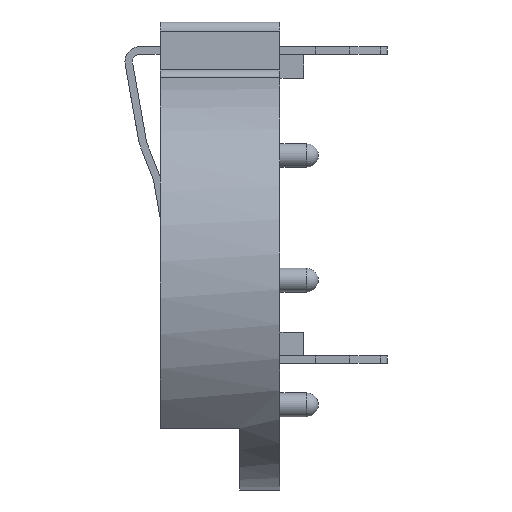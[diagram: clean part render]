
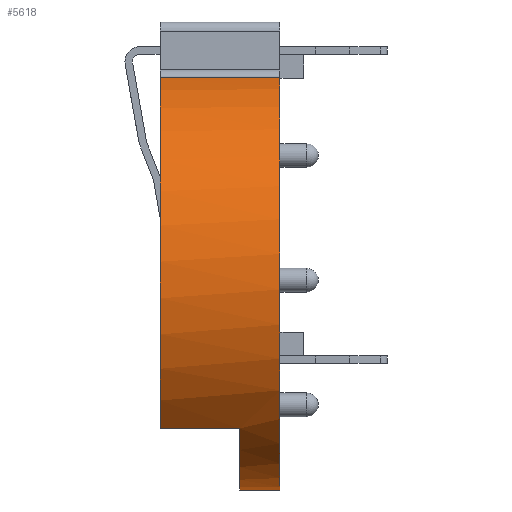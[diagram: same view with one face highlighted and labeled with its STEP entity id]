
A CAD part, left-side view. The second image highlights one B-rep face of the part: STEP entity #5618.
In plain terms, the highlighted cylindrical face has radius 13.881 mm (diameter 27.762 mm), a partial arc.
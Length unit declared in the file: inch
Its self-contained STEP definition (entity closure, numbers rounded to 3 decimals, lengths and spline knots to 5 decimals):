
#707 = CARTESIAN_POINT ( 'NONE',  ( -0.38643, 0.105, -0.38643 ) ) ;
#722 = DIRECTION ( 'NONE',  ( 0., 0., 1. ) ) ;
#723 = AXIS2_PLACEMENT_3D ( 'NONE', #740, #739, #722 ) ;
#738 = CIRCLE ( 'NONE', #723, 0.5465 ) ;
#739 = DIRECTION ( 'NONE',  ( 0., 1., 0. ) ) ;
#740 = CARTESIAN_POINT ( 'NONE',  ( 0., 0.105, 0. ) ) ;
#744 = FACE_OUTER_BOUND ( 'NONE', #5619, .T. ) ;
#745 = CARTESIAN_POINT ( 'NONE',  ( 0., 0.105, -0.5465 ) ) ;
#746 = DIRECTION ( 'NONE',  ( 0., 0., -1. ) ) ;
#747 = DIRECTION ( 'NONE',  ( 0., -1., 0. ) ) ;
#748 = AXIS2_PLACEMENT_3D ( 'NONE', #751, #747, #746 ) ;
#751 = CARTESIAN_POINT ( 'NONE',  ( 0., 0.312, 0. ) ) ;
#752 = CYLINDRICAL_SURFACE ( 'NONE', #748, 0.5465 ) ;
#754 = DIRECTION ( 'NONE',  ( 0., -1., 0. ) ) ;
#755 = VECTOR ( 'NONE', #754, 39.37008 ) ;
#756 = CARTESIAN_POINT ( 'NONE',  ( -0.13988, 0.312, 0.52829 ) ) ;
#757 = LINE ( 'NONE', #756, #755 ) ;
#758 = CARTESIAN_POINT ( 'NONE',  ( 0., 0., -0.5465 ) ) ;
#759 = DIRECTION ( 'NONE',  ( 0., 0., 1. ) ) ;
#760 = DIRECTION ( 'NONE',  ( 0., 1., 0. ) ) ;
#761 = AXIS2_PLACEMENT_3D ( 'NONE', #765, #760, #759 ) ;
#762 = CIRCLE ( 'NONE', #761, 0.5465 ) ;
#763 = CARTESIAN_POINT ( 'NONE',  ( -0.38643, 0.312, -0.38643 ) ) ;
#765 = CARTESIAN_POINT ( 'NONE',  ( 0., 0.312, 0. ) ) ;
#766 = CARTESIAN_POINT ( 'NONE',  ( -0.13988, 0.312, 0.52829 ) ) ;
#767 = DIRECTION ( 'NONE',  ( 0., 0., 1. ) ) ;
#768 = DIRECTION ( 'NONE',  ( 0., 1., 0. ) ) ;
#772 = DIRECTION ( 'NONE',  ( 0., -1., 0. ) ) ;
#773 = VECTOR ( 'NONE', #772, 39.37008 ) ;
#774 = CARTESIAN_POINT ( 'NONE',  ( -0.38643, 0.312, -0.38643 ) ) ;
#775 = LINE ( 'NONE', #774, #773 ) ;
#776 = CARTESIAN_POINT ( 'NONE',  ( -0.13988, 0., 0.52829 ) ) ;
#791 = CARTESIAN_POINT ( 'NONE',  ( 0., 0., 0. ) ) ;
#792 = AXIS2_PLACEMENT_3D ( 'NONE', #791, #768, #767 ) ;
#793 = CIRCLE ( 'NONE', #792, 0.5465 ) ;
#807 = LINE ( 'NONE', #810, #809 ) ;
#808 = DIRECTION ( 'NONE',  ( 0., -1., 0. ) ) ;
#809 = VECTOR ( 'NONE', #808, 39.37008 ) ;
#810 = CARTESIAN_POINT ( 'NONE',  ( 0., 0.312, -0.5465 ) ) ;
#5602 = VERTEX_POINT ( 'NONE', #707 ) ;
#5605 = EDGE_CURVE ( 'NONE', #5616, #5602, #738, .T. ) ;
#5616 = VERTEX_POINT ( 'NONE', #745 ) ;
#5617 = ORIENTED_EDGE ( 'NONE', *, *, #5653, .T. ) ;
#5618 = ADVANCED_FACE ( 'NONE', ( #744 ), #752, .T. ) ;
#5619 = EDGE_LOOP ( 'NONE', ( #5650, #5617, #5638, #5626, #5632, #5640 ) ) ;
#5625 = EDGE_CURVE ( 'NONE', #5630, #5639, #793, .T. ) ;
#5626 = ORIENTED_EDGE ( 'NONE', *, *, #5631, .F. ) ;
#5627 = VERTEX_POINT ( 'NONE', #766 ) ;
#5628 = EDGE_CURVE ( 'NONE', #5629, #5627, #762, .T. ) ;
#5629 = VERTEX_POINT ( 'NONE', #763 ) ;
#5630 = VERTEX_POINT ( 'NONE', #758 ) ;
#5631 = EDGE_CURVE ( 'NONE', #5627, #5639, #757, .T. ) ;
#5632 = ORIENTED_EDGE ( 'NONE', *, *, #5628, .F. ) ;
#5638 = ORIENTED_EDGE ( 'NONE', *, *, #5625, .T. ) ;
#5639 = VERTEX_POINT ( 'NONE', #776 ) ;
#5640 = ORIENTED_EDGE ( 'NONE', *, *, #5641, .T. ) ;
#5641 = EDGE_CURVE ( 'NONE', #5629, #5602, #775, .T. ) ;
#5650 = ORIENTED_EDGE ( 'NONE', *, *, #5605, .F. ) ;
#5653 = EDGE_CURVE ( 'NONE', #5616, #5630, #807, .T. ) ;
